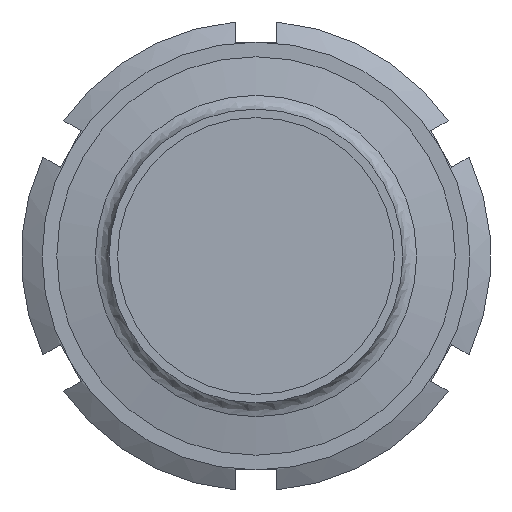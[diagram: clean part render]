
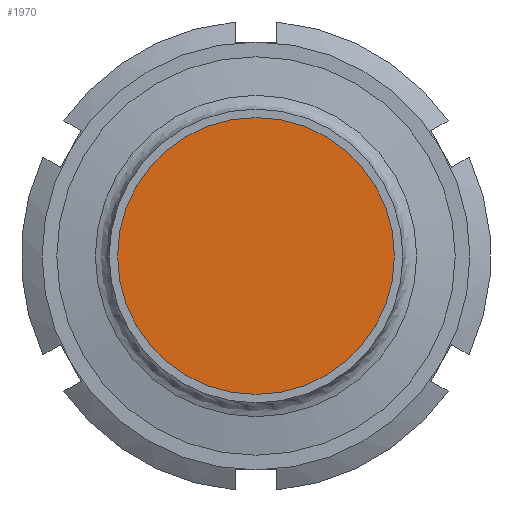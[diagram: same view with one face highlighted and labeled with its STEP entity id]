
A CAD part, left-side view. The second image highlights one B-rep face of the part: STEP entity #1970.
In plain terms, the highlighted planar face has unit normal (-1, 0, 0).
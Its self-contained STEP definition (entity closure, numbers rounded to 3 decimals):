
#1954=CARTESIAN_POINT('',(30.5,20.,0.0));
#1955=DIRECTION('',(-1.0,0.,0.0));
#1956=DIRECTION('',(0.0,0.0,-1.0));
#1957=AXIS2_PLACEMENT_3D('',#1954,#1955,#1956);
#1958=PLANE('',#1957);
#1959=CARTESIAN_POINT('',(30.5,40.,0.0));
#1960=VERTEX_POINT('',#1959);
#1961=CARTESIAN_POINT('',(30.5,0.,0.0));
#1962=DIRECTION('',(1.0,0.,0.0));
#1963=DIRECTION('',(0.,1.0,0.0));
#1964=AXIS2_PLACEMENT_3D('',#1961,#1962,#1963);
#1965=CIRCLE('',#1964,40.0);
#1966=EDGE_CURVE('',#1960,#1960,#1965,.T.);
#1967=ORIENTED_EDGE('',*,*,#1966,.F.);
#1968=EDGE_LOOP('',(#1967));
#1969=FACE_OUTER_BOUND('',#1968,.T.);
#1970=ADVANCED_FACE('',(#1969),#1958,.T.);
